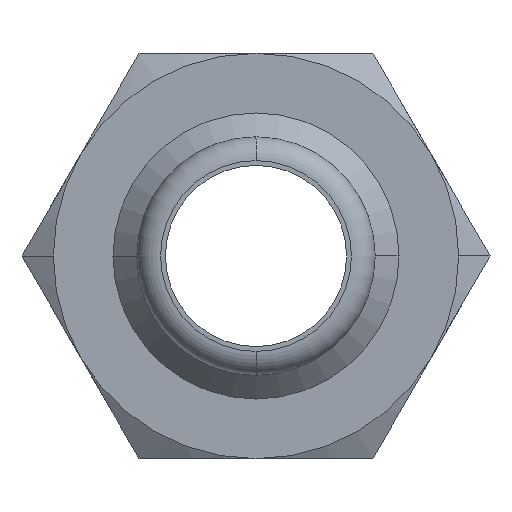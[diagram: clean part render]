
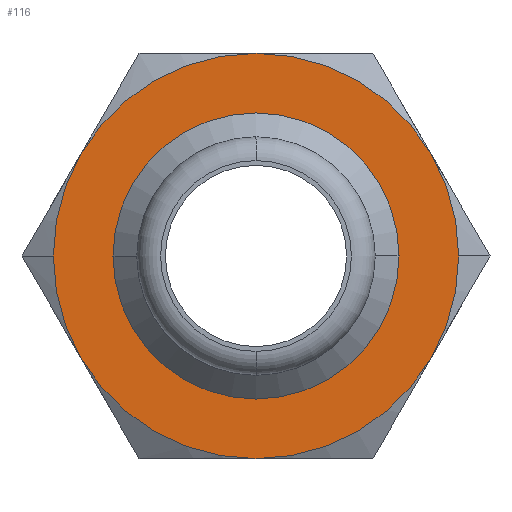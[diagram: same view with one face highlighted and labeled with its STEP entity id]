
A CAD part, front view. The second image highlights one B-rep face of the part: STEP entity #116.
In plain terms, the highlighted planar face has unit normal (0, -1, 0).
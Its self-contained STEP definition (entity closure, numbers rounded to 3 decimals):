
#116=ADVANCED_FACE('',(#260,#261),#262,.T.);
#260=FACE_OUTER_BOUND('',#427,.T.);
#261=FACE_BOUND('',#428,.T.);
#262=PLANE('',#429);
#427=EDGE_LOOP('',(#694,#695,#696,#697,#698,#699,#700,#701));
#428=EDGE_LOOP('',(#702,#703));
#429=AXIS2_PLACEMENT_3D('',#704,#705,#706);
#694=ORIENTED_EDGE('',*,*,#1038,.F.);
#695=ORIENTED_EDGE('',*,*,#1042,.F.);
#696=ORIENTED_EDGE('',*,*,#1043,.F.);
#697=ORIENTED_EDGE('',*,*,#1044,.F.);
#698=ORIENTED_EDGE('',*,*,#1045,.F.);
#699=ORIENTED_EDGE('',*,*,#1046,.F.);
#700=ORIENTED_EDGE('',*,*,#1047,.F.);
#701=ORIENTED_EDGE('',*,*,#1048,.F.);
#702=ORIENTED_EDGE('',*,*,#1028,.F.);
#703=ORIENTED_EDGE('',*,*,#1012,.F.);
#704=CARTESIAN_POINT('',(4.25,20.0,0.0));
#705=DIRECTION('',(-0.0,-1.0,-0.0));
#706=DIRECTION('',(-1.0,0.0,0.0));
#1012=EDGE_CURVE('',#1210,#1212,#1213,.T.);
#1028=EDGE_CURVE('',#1212,#1210,#1233,.T.);
#1038=EDGE_CURVE('',#1248,#1245,#1250,.T.);
#1042=EDGE_CURVE('',#1254,#1248,#1255,.T.);
#1043=EDGE_CURVE('',#1256,#1254,#1257,.T.);
#1044=EDGE_CURVE('',#1258,#1256,#1259,.T.);
#1045=EDGE_CURVE('',#1260,#1258,#1261,.T.);
#1046=EDGE_CURVE('',#1236,#1260,#1262,.T.);
#1047=EDGE_CURVE('',#1263,#1236,#1264,.T.);
#1048=EDGE_CURVE('',#1245,#1263,#1265,.T.);
#1210=VERTEX_POINT('',#1490);
#1212=VERTEX_POINT('',#1493);
#1213=CIRCLE('',#1494,6.0);
#1233=CIRCLE('',#1521,6.0);
#1236=VERTEX_POINT('',#1524);
#1245=VERTEX_POINT('',#1568);
#1248=VERTEX_POINT('',#1572);
#1250=CIRCLE('',#1585,8.5);
#1254=VERTEX_POINT('',#1589);
#1255=CIRCLE('',#1590,8.5);
#1256=VERTEX_POINT('',#1591);
#1257=CIRCLE('',#1592,8.5);
#1258=VERTEX_POINT('',#1593);
#1259=CIRCLE('',#1594,8.5);
#1260=VERTEX_POINT('',#1595);
#1261=CIRCLE('',#1596,8.5);
#1262=CIRCLE('',#1597,8.5);
#1263=VERTEX_POINT('',#1598);
#1264=CIRCLE('',#1599,8.5);
#1265=CIRCLE('',#1600,8.5);
#1490=CARTESIAN_POINT('',(6.0,20.0,0.));
#1493=CARTESIAN_POINT('',(-6.0,20.0,0.));
#1494=AXIS2_PLACEMENT_3D('',#1968,#1969,#1970);
#1521=AXIS2_PLACEMENT_3D('',#1990,#1991,#1992);
#1524=CARTESIAN_POINT('',(0.0,20.0,-8.5));
#1568=CARTESIAN_POINT('',(8.5,20.0,0.));
#1572=CARTESIAN_POINT('',(7.361,20.0,4.25));
#1585=AXIS2_PLACEMENT_3D('',#1996,#1997,#1998);
#1589=CARTESIAN_POINT('',(0.,20.0,8.5));
#1590=AXIS2_PLACEMENT_3D('',#2002,#2003,#2004);
#1591=CARTESIAN_POINT('',(-7.361,20.0,4.25));
#1592=AXIS2_PLACEMENT_3D('',#2005,#2006,#2007);
#1593=CARTESIAN_POINT('',(-8.5,20.0,0.));
#1594=AXIS2_PLACEMENT_3D('',#2008,#2009,#2010);
#1595=CARTESIAN_POINT('',(-7.361,20.0,-4.25));
#1596=AXIS2_PLACEMENT_3D('',#2011,#2012,#2013);
#1597=AXIS2_PLACEMENT_3D('',#2014,#2015,#2016);
#1598=CARTESIAN_POINT('',(7.361,20.0,-4.25));
#1599=AXIS2_PLACEMENT_3D('',#2017,#2018,#2019);
#1600=AXIS2_PLACEMENT_3D('',#2020,#2021,#2022);
#1968=CARTESIAN_POINT('',(0.0,20.0,0.0));
#1969=DIRECTION('',(0.0,-1.0,0.0));
#1970=DIRECTION('',(1.0,0.0,0.0));
#1990=CARTESIAN_POINT('',(0.0,20.0,0.0));
#1991=DIRECTION('',(0.0,-1.0,0.0));
#1992=DIRECTION('',(1.0,0.0,0.0));
#1996=CARTESIAN_POINT('',(0.0,20.0,0.0));
#1997=DIRECTION('',(-0.0,1.0,0.0));
#1998=DIRECTION('',(1.0,0.0,0.0));
#2002=CARTESIAN_POINT('',(0.0,20.0,0.0));
#2003=DIRECTION('',(-0.0,1.0,0.0));
#2004=DIRECTION('',(1.0,0.0,0.0));
#2005=CARTESIAN_POINT('',(0.0,20.0,0.0));
#2006=DIRECTION('',(-0.0,1.0,0.0));
#2007=DIRECTION('',(1.0,0.0,0.0));
#2008=CARTESIAN_POINT('',(0.0,20.0,0.0));
#2009=DIRECTION('',(-0.0,1.0,0.0));
#2010=DIRECTION('',(1.0,0.0,0.0));
#2011=CARTESIAN_POINT('',(0.0,20.0,0.0));
#2012=DIRECTION('',(-0.0,1.0,0.0));
#2013=DIRECTION('',(1.0,0.0,0.0));
#2014=CARTESIAN_POINT('',(0.0,20.0,0.0));
#2015=DIRECTION('',(-0.0,1.0,0.0));
#2016=DIRECTION('',(1.0,0.0,0.0));
#2017=CARTESIAN_POINT('',(0.0,20.0,0.0));
#2018=DIRECTION('',(-0.0,1.0,0.0));
#2019=DIRECTION('',(1.0,0.0,0.0));
#2020=CARTESIAN_POINT('',(0.0,20.0,0.0));
#2021=DIRECTION('',(-0.0,1.0,0.0));
#2022=DIRECTION('',(1.0,0.0,0.0));
